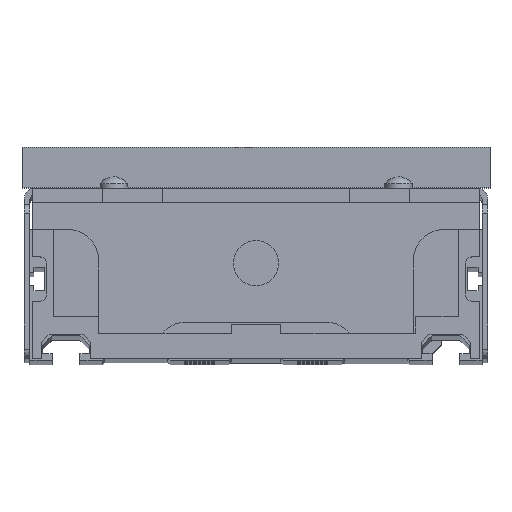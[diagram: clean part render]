
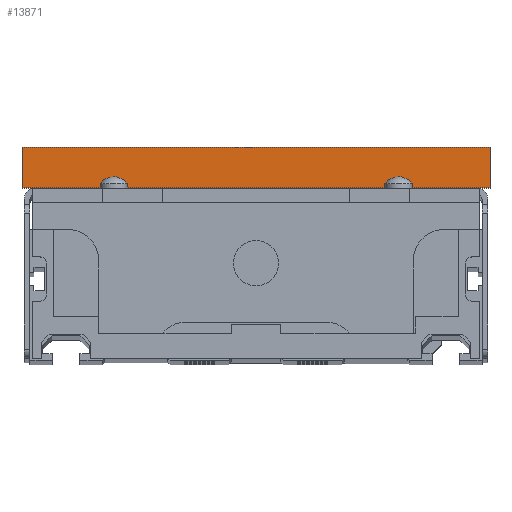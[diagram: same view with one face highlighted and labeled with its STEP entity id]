
A CAD part, top view. The second image highlights one B-rep face of the part: STEP entity #13871.
In plain terms, the highlighted planar face has unit normal (0, 0, 1).
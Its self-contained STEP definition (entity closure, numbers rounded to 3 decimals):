
#1330 = LINE ( 'NONE', #26326, #26656 ) ;
#1463 = CARTESIAN_POINT ( 'NONE',  ( 51.75, 17.5, 90. ) ) ;
#1477 = LINE ( 'NONE', #9770, #19186 ) ;
#1952 = VERTEX_POINT ( 'NONE', #1463 ) ;
#2986 = CARTESIAN_POINT ( 'NONE',  ( -51.75, 17.5, 90. ) ) ;
#3588 = VERTEX_POINT ( 'NONE', #18104 ) ;
#5445 = PLANE ( 'NONE',  #24004 ) ;
#5459 = EDGE_CURVE ( 'NONE', #1952, #3588, #1477, .T. ) ;
#5779 = CARTESIAN_POINT ( 'NONE',  ( -51.75, 17.5, 90. ) ) ;
#6257 = ORIENTED_EDGE ( 'NONE', *, *, #8432, .F. ) ;
#6494 = EDGE_CURVE ( 'NONE', #21538, #1952, #18870, .T. ) ;
#6834 = CARTESIAN_POINT ( 'NONE',  ( -51.75, 26.5, 90. ) ) ;
#6987 = VECTOR ( 'NONE', #10765, 1000. ) ;
#7604 = VERTEX_POINT ( 'NONE', #6834 ) ;
#8240 = EDGE_LOOP ( 'NONE', ( #6257, #22269, #19273, #21277 ) ) ;
#8314 = CARTESIAN_POINT ( 'NONE',  ( -51.75, 17.5, 90. ) ) ;
#8432 = EDGE_CURVE ( 'NONE', #7604, #3588, #1330, .T. ) ;
#9770 = CARTESIAN_POINT ( 'NONE',  ( 51.75, 17.5, 90. ) ) ;
#10765 = DIRECTION ( 'NONE',  ( 1., 0., 0. ) ) ;
#13775 = CARTESIAN_POINT ( 'NONE',  ( -51.75, 17.5, 90. ) ) ;
#13871 = ADVANCED_FACE ( 'NONE', ( #14055 ), #5445, .T. ) ;
#14013 = DIRECTION ( 'NONE',  ( 1., 0., 0. ) ) ;
#14055 = FACE_OUTER_BOUND ( 'NONE', #8240, .T. ) ;
#16259 = DIRECTION ( 'NONE',  ( 1., 0., 0. ) ) ;
#16588 = DIRECTION ( 'NONE',  ( 0., 1., 0. ) ) ;
#18104 = CARTESIAN_POINT ( 'NONE',  ( 51.75, 26.5, 90. ) ) ;
#18143 = DIRECTION ( 'NONE',  ( 0., 1., 0. ) ) ;
#18870 = LINE ( 'NONE', #8314, #6987 ) ;
#19186 = VECTOR ( 'NONE', #18143, 1000. ) ;
#19273 = ORIENTED_EDGE ( 'NONE', *, *, #6494, .T. ) ;
#20417 = LINE ( 'NONE', #5779, #26454 ) ;
#20927 = EDGE_CURVE ( 'NONE', #21538, #7604, #20417, .T. ) ;
#21277 = ORIENTED_EDGE ( 'NONE', *, *, #5459, .T. ) ;
#21538 = VERTEX_POINT ( 'NONE', #2986 ) ;
#22114 = DIRECTION ( 'NONE',  ( 0., 0., 1. ) ) ;
#22269 = ORIENTED_EDGE ( 'NONE', *, *, #20927, .F. ) ;
#24004 = AXIS2_PLACEMENT_3D ( 'NONE', #13775, #22114, #16259 ) ;
#26326 = CARTESIAN_POINT ( 'NONE',  ( -51.75, 26.5, 90. ) ) ;
#26454 = VECTOR ( 'NONE', #16588, 1000. ) ;
#26656 = VECTOR ( 'NONE', #14013, 1000. ) ;
